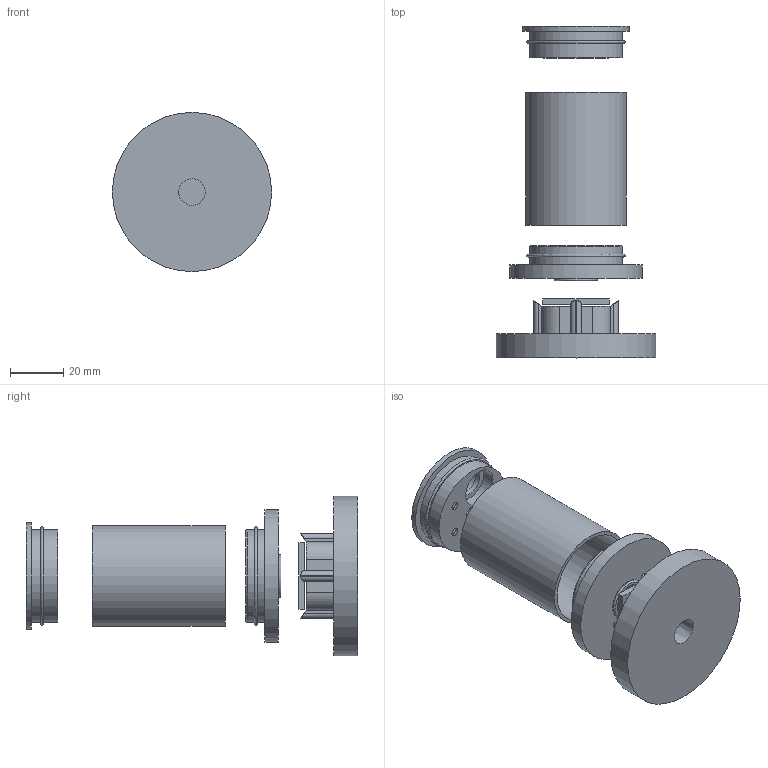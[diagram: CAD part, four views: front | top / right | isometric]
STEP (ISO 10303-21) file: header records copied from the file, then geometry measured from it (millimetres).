
FILE_DESCRIPTION(/* description */ (''),/* implementation_level */ '2;1');
FILE_NAME(/* name */ 'Assembly_Sept192020 v2.step',/* time_stamp */ '2020-09-19T13:46:58-04:00',/* author */ (''),/* organization */ (''),/* preprocessor_version */ 'ST-DEVELOPER v18.1',/* originating_system */ 'Autodesk Translation Framework v9.3.0.1241',/* authorisation */ '');
FILE_SCHEMA (('AUTOMOTIVE_DESIGN { 1 0 10303 214 3 1 1 }'));
Length unit declared in the file: millimetre
Products named in the file (8): Assembly_Sept192020; Glass Slide; Sample Holder; Casing_Redesign_10mmDrain; O-Ring_12mmID16mmOD; Glass_Chamber; Cell_Cap_TopSpray; O-Ring_33mmID35mmOD
Assembly tree (8 placements, depth 2):
  Assembly_Sept192020
    Glass Slide
    Sample Holder
    Casing_Redesign_10mmDrain
    O-Ring_12mmID16mmOD
    O-Ring_33mmID35mmOD  x2
    Glass_Chamber
    Cell_Cap_TopSpray
Bounding box: 60 x 125 x 60 mm (x, y, z)
Volume: 59353.7 mm3; surface area: 35486.8 mm2
Topology: 8 solids, 8 shells, 104 faces, 216 edges, 141 vertices
Faces by surface type: plane 58, cylinder 36, torus 7, bspline 2, cone 1
Full cylindrical faces by diameter (mm): 3.175 x2, 6 x3, 10.6 x3, 12 x1, 12.6 x1, 14.6 x1, 16 x1, 33 x2, 35 x4, 35.2 x1, 38 x1, 40 x1, 41 x1, 50 x1, 60 x1
Entity records: 3194 total; most frequent: CARTESIAN_POINT 667, DIRECTION 524, ORIENTED_EDGE 420, EDGE_CURVE 210, AXIS2_PLACEMENT_3D 203, VERTEX_POINT 137, EDGE_LOOP 135, LINE 118
